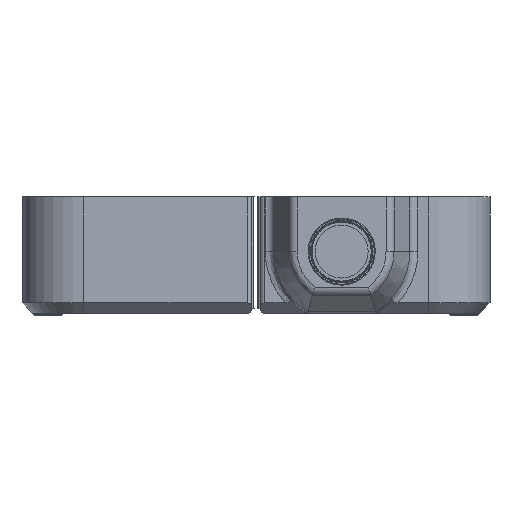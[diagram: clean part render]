
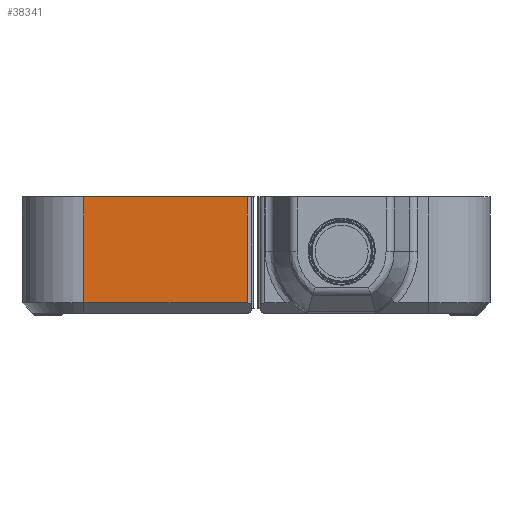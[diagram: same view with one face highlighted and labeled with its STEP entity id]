
A CAD part, left-side view. The second image highlights one B-rep face of the part: STEP entity #38341.
In plain terms, the highlighted face is planar.
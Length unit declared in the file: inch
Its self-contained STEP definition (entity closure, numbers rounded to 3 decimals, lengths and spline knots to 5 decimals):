
#2894 = ORIENTED_EDGE ( 'NONE', *, *, #16093, .F. ) ;
#5307 = CARTESIAN_POINT ( 'NONE',  ( 0.70866, 1.00394, 0.51969 ) ) ;
#8045 = LINE ( 'NONE', #12905, #16258 ) ;
#8327 = CARTESIAN_POINT ( 'NONE',  ( 0.70866, 0.27559, 0.04724 ) ) ;
#9033 = DIRECTION ( 'NONE',  ( 0., 1., 0. ) ) ;
#10253 = DIRECTION ( 'NONE',  ( 0., 0., 1. ) ) ;
#11398 = VERTEX_POINT ( 'NONE', #5307 ) ;
#11476 = EDGE_LOOP ( 'NONE', ( #34455, #42748, #12499, #2894 ) ) ;
#12499 = ORIENTED_EDGE ( 'NONE', *, *, #23750, .F. ) ;
#12905 = CARTESIAN_POINT ( 'NONE',  ( 0.70866, 0.27559, 0.51969 ) ) ;
#13888 = VERTEX_POINT ( 'NONE', #34444 ) ;
#14648 = CARTESIAN_POINT ( 'NONE',  ( 0.70866, 1.00394, 0.51969 ) ) ;
#15225 = LINE ( 'NONE', #25304, #37360 ) ;
#16093 = EDGE_CURVE ( 'NONE', #18590, #13888, #8045, .T. ) ;
#16258 = VECTOR ( 'NONE', #36031, 39.37008 ) ;
#16718 = PLANE ( 'NONE',  #18732 ) ;
#16875 = CARTESIAN_POINT ( 'NONE',  ( 0.70866, 0.27559, 0.51969 ) ) ;
#18590 = VERTEX_POINT ( 'NONE', #8327 ) ;
#18732 = AXIS2_PLACEMENT_3D ( 'NONE', #16875, #29972, #10253 ) ;
#20091 = LINE ( 'NONE', #36750, #20587 ) ;
#20587 = VECTOR ( 'NONE', #33872, 39.37008 ) ;
#21648 = CARTESIAN_POINT ( 'NONE',  ( 0.70866, 1.00394, 0.04724 ) ) ;
#22113 = VERTEX_POINT ( 'NONE', #21648 ) ;
#23750 = EDGE_CURVE ( 'NONE', #13888, #11398, #15225, .T. ) ;
#24475 = VECTOR ( 'NONE', #31194, 39.37008 ) ;
#25304 = CARTESIAN_POINT ( 'NONE',  ( 0.70866, 0.27559, 0.51969 ) ) ;
#29972 = DIRECTION ( 'NONE',  ( -1., 0., 0. ) ) ;
#30424 = EDGE_CURVE ( 'NONE', #22113, #18590, #20091, .T. ) ;
#31194 = DIRECTION ( 'NONE',  ( 0., 0., -1. ) ) ;
#33816 = EDGE_CURVE ( 'NONE', #11398, #22113, #34717, .T. ) ;
#33872 = DIRECTION ( 'NONE',  ( 0., -1., 0. ) ) ;
#34444 = CARTESIAN_POINT ( 'NONE',  ( 0.70866, 0.27559, 0.51969 ) ) ;
#34455 = ORIENTED_EDGE ( 'NONE', *, *, #30424, .F. ) ;
#34717 = LINE ( 'NONE', #14648, #24475 ) ;
#36031 = DIRECTION ( 'NONE',  ( 0., 0., 1. ) ) ;
#36750 = CARTESIAN_POINT ( 'NONE',  ( 0.70866, 0.27559, 0.04724 ) ) ;
#37360 = VECTOR ( 'NONE', #9033, 39.37008 ) ;
#38341 = ADVANCED_FACE ( 'NONE', ( #41160 ), #16718, .F. ) ;
#41160 = FACE_OUTER_BOUND ( 'NONE', #11476, .T. ) ;
#42748 = ORIENTED_EDGE ( 'NONE', *, *, #33816, .F. ) ;
